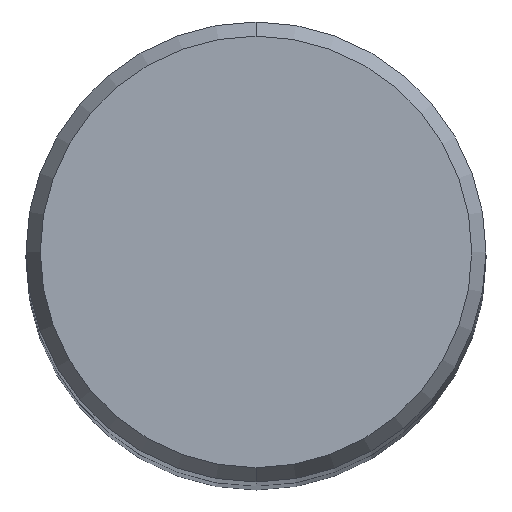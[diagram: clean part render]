
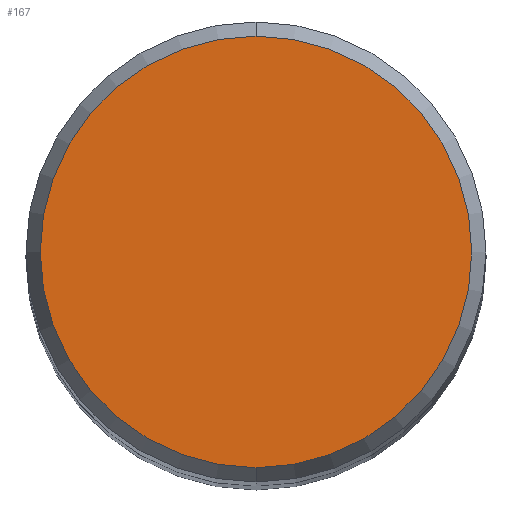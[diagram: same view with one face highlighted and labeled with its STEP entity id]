
A CAD part, top view. The second image highlights one B-rep face of the part: STEP entity #167.
In plain terms, the highlighted planar face has unit normal (0, 0, 1).
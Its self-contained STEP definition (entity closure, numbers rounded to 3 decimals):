
#99=VERTEX_POINT('',#221);
#125=EDGE_CURVE('',#99,#137,#251,.T.);
#137=VERTEX_POINT('',#263);
#165=EDGE_CURVE('',#137,#99,#296,.T.);
#167=ADVANCED_FACE('',(#298),#299,.T.);
#221=CARTESIAN_POINT('',(0.0,10.425,0.0));
#251=CIRCLE('',#387,10.425);
#263=CARTESIAN_POINT('',(0.,-10.425,0.0));
#296=CIRCLE('',#445,10.425);
#298=FACE_OUTER_BOUND('',#447,.T.);
#299=PLANE('',#448);
#387=AXIS2_PLACEMENT_3D('',#536,#537,#538);
#445=AXIS2_PLACEMENT_3D('',#599,#600,#601);
#447=EDGE_LOOP('',(#603,#604));
#448=AXIS2_PLACEMENT_3D('',#605,#606,#607);
#536=CARTESIAN_POINT('',(0.0,0.0,0.0));
#537=DIRECTION('',(0.0,0.0,-1.0));
#538=DIRECTION('',(0.0,1.0,0.0));
#599=CARTESIAN_POINT('',(0.0,0.0,0.0));
#600=DIRECTION('',(0.0,0.0,-1.0));
#601=DIRECTION('',(0.0,1.0,0.0));
#603=ORIENTED_EDGE('',*,*,#125,.F.);
#604=ORIENTED_EDGE('',*,*,#165,.F.);
#605=CARTESIAN_POINT('',(0.0,5.212,0.0));
#606=DIRECTION('',(-0.0,0.0,1.0));
#607=DIRECTION('',(0.0,-1.0,0.0));
